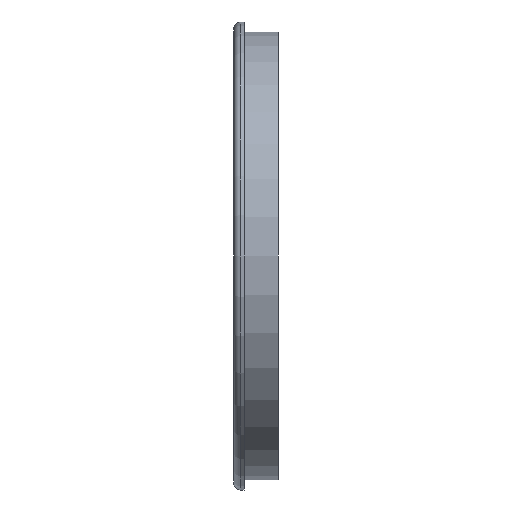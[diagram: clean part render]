
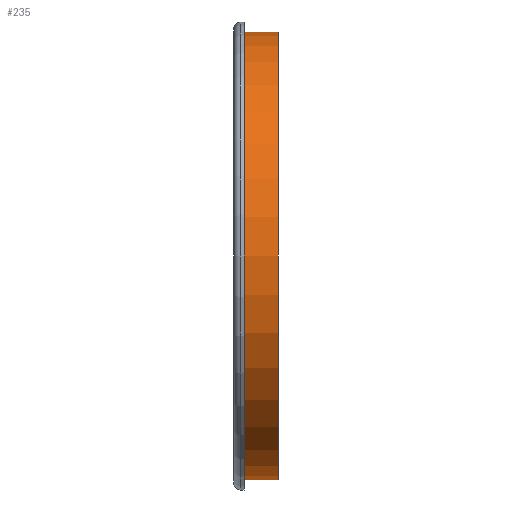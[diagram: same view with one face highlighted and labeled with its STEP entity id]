
A CAD part, left-side view. The second image highlights one B-rep face of the part: STEP entity #235.
In plain terms, the highlighted cylindrical face has radius 329 mm (diameter 658 mm), a partial arc.
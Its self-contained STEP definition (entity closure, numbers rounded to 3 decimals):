
#6 = CARTESIAN_POINT ( 'NONE',  ( 0., -50., 0. ) ) ;
#18 = DIRECTION ( 'NONE',  ( 0., 1., 0. ) ) ;
#50 = CARTESIAN_POINT ( 'NONE',  ( 0., 0., 329. ) ) ;
#64 = DIRECTION ( 'NONE',  ( 0., 1., 0. ) ) ;
#91 = VERTEX_POINT ( 'NONE', #50 ) ;
#95 = ORIENTED_EDGE ( 'NONE', *, *, #257, .T. ) ;
#110 = CARTESIAN_POINT ( 'NONE',  ( 0., 0., -329. ) ) ;
#128 = CARTESIAN_POINT ( 'NONE',  ( 0., -50., -329. ) ) ;
#132 = LINE ( 'NONE', #358, #205 ) ;
#137 = LINE ( 'NONE', #128, #395 ) ;
#147 = DIRECTION ( 'NONE',  ( 0., 1., 0. ) ) ;
#150 = CARTESIAN_POINT ( 'NONE',  ( 0., -50., 329. ) ) ;
#164 = EDGE_CURVE ( 'NONE', #478, #342, #137, .T. ) ;
#170 = EDGE_LOOP ( 'NONE', ( #532, #95, #173, #401 ) ) ;
#173 = ORIENTED_EDGE ( 'NONE', *, *, #272, .T. ) ;
#174 = DIRECTION ( 'NONE',  ( 0., 1., 0. ) ) ;
#178 = FACE_OUTER_BOUND ( 'NONE', #170, .T. ) ;
#205 = VECTOR ( 'NONE', #147, 1000. ) ;
#215 = EDGE_CURVE ( 'NONE', #342, #91, #546, .T. ) ;
#230 = DIRECTION ( 'NONE',  ( 0., 0., 1. ) ) ;
#235 = ADVANCED_FACE ( 'NONE', ( #178 ), #482, .T. ) ;
#257 = EDGE_CURVE ( 'NONE', #478, #302, #286, .T. ) ;
#265 = CARTESIAN_POINT ( 'NONE',  ( 0., -50., 0. ) ) ;
#272 = EDGE_CURVE ( 'NONE', #302, #91, #132, .T. ) ;
#286 = CIRCLE ( 'NONE', #334, 329. ) ;
#302 = VERTEX_POINT ( 'NONE', #150 ) ;
#306 = DIRECTION ( 'NONE',  ( 0., 0., 1. ) ) ;
#334 = AXIS2_PLACEMENT_3D ( 'NONE', #6, #174, #404 ) ;
#342 = VERTEX_POINT ( 'NONE', #110 ) ;
#358 = CARTESIAN_POINT ( 'NONE',  ( 0., -50., 329. ) ) ;
#373 = CARTESIAN_POINT ( 'NONE',  ( 0., -50., -329. ) ) ;
#395 = VECTOR ( 'NONE', #18, 1000. ) ;
#398 = DIRECTION ( 'NONE',  ( 0., 1., 0. ) ) ;
#401 = ORIENTED_EDGE ( 'NONE', *, *, #215, .F. ) ;
#404 = DIRECTION ( 'NONE',  ( 0., 0., 1. ) ) ;
#438 = CARTESIAN_POINT ( 'NONE',  ( 0., 0., 0. ) ) ;
#459 = AXIS2_PLACEMENT_3D ( 'NONE', #265, #64, #230 ) ;
#478 = VERTEX_POINT ( 'NONE', #373 ) ;
#482 = CYLINDRICAL_SURFACE ( 'NONE', #459, 329. ) ;
#532 = ORIENTED_EDGE ( 'NONE', *, *, #164, .F. ) ;
#546 = CIRCLE ( 'NONE', #552, 329. ) ;
#552 = AXIS2_PLACEMENT_3D ( 'NONE', #438, #398, #306 ) ;
